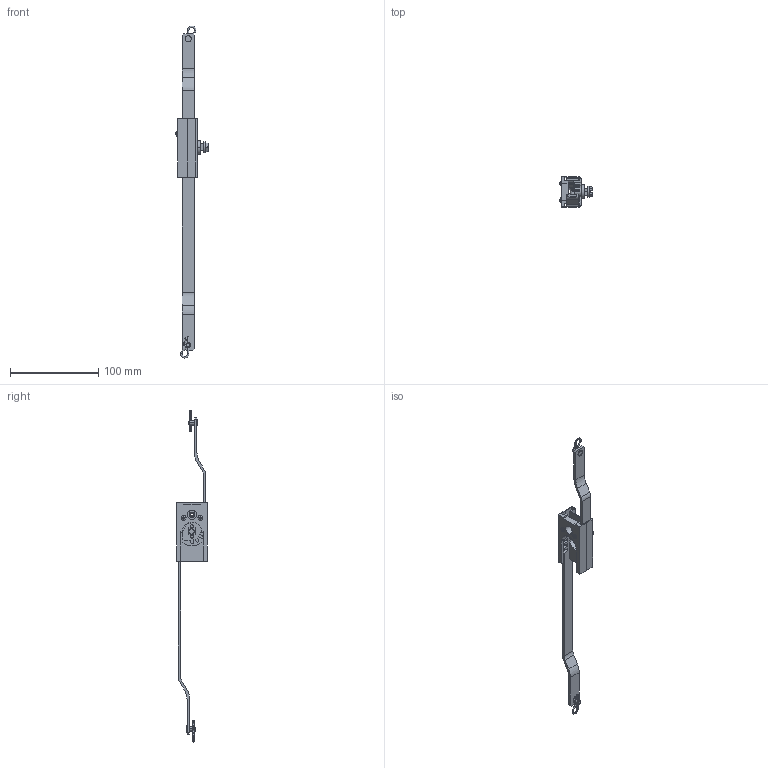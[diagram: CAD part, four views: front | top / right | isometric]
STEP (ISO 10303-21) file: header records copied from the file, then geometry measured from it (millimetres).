
FILE_DESCRIPTION (( 'STEP AP214' ), '1' );
FILE_NAME ('Southco-H3-61-56-33.step', '2018-12-24T12:12:10', ( '' ), ( '' ), 'SwSTEP 2.0', 'SolidWorks 2018', '' );
FILE_SCHEMA (( 'AUTOMOTIVE_DESIGN' ));
Length unit declared in the file: millimetre
Products named in the file (7): Southco-H3-61-56-33_IMPORTED1-10; Southco-H3-61-56-33_IMPORTED1-14; Southco-H3-61-56-33_R2-3; Southco-H3-61-56-33; Southco-H3-61-56-33_IMPORTED1-13; Southco-H3-61-56-33_IMPORTED1-12; Southco-H3-61-56-33_IMPORTED1-11
Assembly tree (6 placements, depth 2):
  Southco-H3-61-56-33
    Southco-H3-61-56-33_R2-3
    Southco-H3-61-56-33_IMPORTED1-10
    Southco-H3-61-56-33_IMPORTED1-11
    Southco-H3-61-56-33_IMPORTED1-12
    Southco-H3-61-56-33_IMPORTED1-13
    Southco-H3-61-56-33_IMPORTED1-14
Bounding box: 36.5 x 34 x 375.3 mm (x, y, z)
Volume: 32012.8 mm3; surface area: 33031.7 mm2
Topology: 13 solids, 13 shells, 462 faces, 1236 edges, 789 vertices
Faces by surface type: plane 242, cylinder 112, bspline 42, torus 40, cone 18, sphere 8
Entity records: 16513 total; most frequent: CARTESIAN_POINT 4902, ORIENTED_EDGE 2412, DIRECTION 2275, EDGE_CURVE 1206, VERTEX_POINT 783, AXIS2_PLACEMENT_3D 783, VECTOR 709, LINE 709
